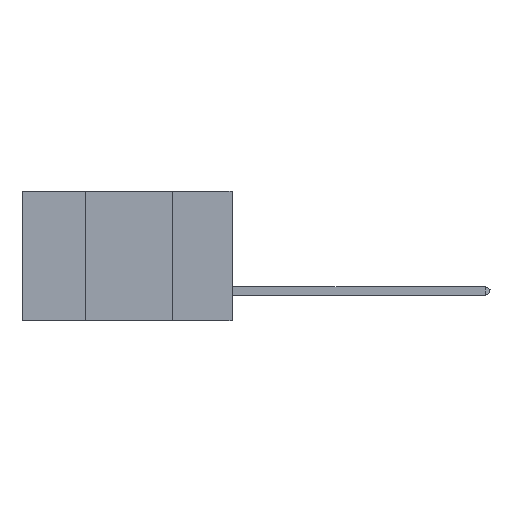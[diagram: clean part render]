
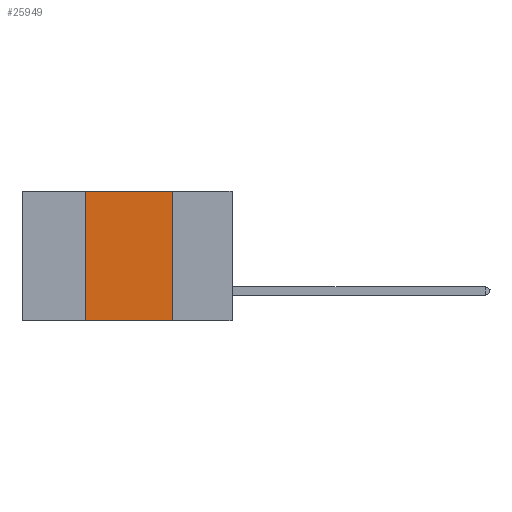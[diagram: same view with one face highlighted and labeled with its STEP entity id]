
A CAD part, left-side view. The second image highlights one B-rep face of the part: STEP entity #25949.
In plain terms, the highlighted planar face has unit normal (-1, 0, 0).
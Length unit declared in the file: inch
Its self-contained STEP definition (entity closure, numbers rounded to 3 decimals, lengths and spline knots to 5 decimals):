
#1430 = ORIENTED_EDGE ( 'NONE', *, *, #38865, .F. ) ;
#2581 = EDGE_CURVE ( 'NONE', #27411, #28989, #27239, .T. ) ;
#3092 = EDGE_CURVE ( 'NONE', #27411, #37669, #26007, .T. ) ;
#3835 = VECTOR ( 'NONE', #10393, 39.37008 ) ;
#6148 = CARTESIAN_POINT ( 'NONE',  ( 0., 0.42, -0.37 ) ) ;
#9405 = DIRECTION ( 'NONE',  ( 0., 0., -1. ) ) ;
#9497 = VECTOR ( 'NONE', #42452, 39.37008 ) ;
#10393 = DIRECTION ( 'NONE',  ( 0., 0., 1. ) ) ;
#11099 = CARTESIAN_POINT ( 'NONE',  ( 0., 0.17, 0. ) ) ;
#13011 = FACE_OUTER_BOUND ( 'NONE', #20645, .T. ) ;
#13312 = CARTESIAN_POINT ( 'NONE',  ( 0., 0.17, -0.37 ) ) ;
#14366 = DIRECTION ( 'NONE',  ( 0., 0., -1. ) ) ;
#18382 = CARTESIAN_POINT ( 'NONE',  ( 0., 0.17, 0. ) ) ;
#19550 = ORIENTED_EDGE ( 'NONE', *, *, #3092, .T. ) ;
#20645 = EDGE_LOOP ( 'NONE', ( #1430, #37731, #36045, #19550 ) ) ;
#21452 = CARTESIAN_POINT ( 'NONE',  ( 0., 0.6, -0.37 ) ) ;
#23552 = LINE ( 'NONE', #42928, #9497 ) ;
#25949 = ADVANCED_FACE ( 'NONE', ( #13011 ), #31771, .F. ) ;
#26007 = LINE ( 'NONE', #21452, #44668 ) ;
#27239 = LINE ( 'NONE', #32601, #3835 ) ;
#27411 = VERTEX_POINT ( 'NONE', #6148 ) ;
#27682 = CARTESIAN_POINT ( 'NONE',  ( 0., 0.42, 0. ) ) ;
#28199 = DIRECTION ( 'NONE',  ( 1., 0., 0. ) ) ;
#28331 = DIRECTION ( 'NONE',  ( 0., -1., 0. ) ) ;
#28989 = VERTEX_POINT ( 'NONE', #27682 ) ;
#30669 = VERTEX_POINT ( 'NONE', #18382 ) ;
#31771 = PLANE ( 'NONE',  #34929 ) ;
#32601 = CARTESIAN_POINT ( 'NONE',  ( 0., 0.42, 0. ) ) ;
#34929 = AXIS2_PLACEMENT_3D ( 'NONE', #35496, #28199, #9405 ) ;
#35496 = CARTESIAN_POINT ( 'NONE',  ( 0., 0.6, 0. ) ) ;
#36045 = ORIENTED_EDGE ( 'NONE', *, *, #2581, .F. ) ;
#36101 = VECTOR ( 'NONE', #14366, 39.37008 ) ;
#37669 = VERTEX_POINT ( 'NONE', #13312 ) ;
#37731 = ORIENTED_EDGE ( 'NONE', *, *, #42545, .F. ) ;
#38865 = EDGE_CURVE ( 'NONE', #30669, #37669, #41983, .T. ) ;
#41983 = LINE ( 'NONE', #11099, #36101 ) ;
#42452 = DIRECTION ( 'NONE',  ( 0., -1., 0. ) ) ;
#42545 = EDGE_CURVE ( 'NONE', #28989, #30669, #23552, .T. ) ;
#42928 = CARTESIAN_POINT ( 'NONE',  ( 0., 0.6, 0. ) ) ;
#44668 = VECTOR ( 'NONE', #28331, 39.37008 ) ;
